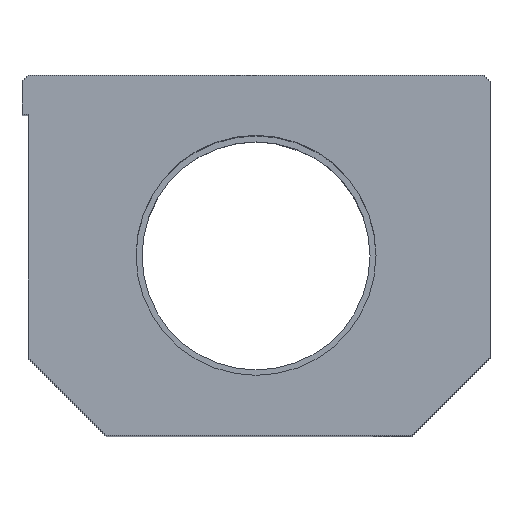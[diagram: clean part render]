
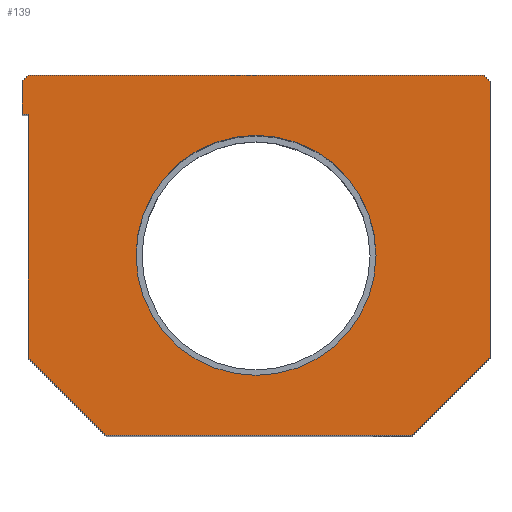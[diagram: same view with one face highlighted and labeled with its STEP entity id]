
A CAD part, top view. The second image highlights one B-rep face of the part: STEP entity #139.
In plain terms, the highlighted planar face has unit normal (0, 0, 1).
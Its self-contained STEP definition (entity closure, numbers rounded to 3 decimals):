
#139 = ADVANCED_FACE( '', ( #302, #303 ), #304, .T. );
#302 = FACE_OUTER_BOUND( '', #467, .T. );
#303 = FACE_BOUND( '', #468, .T. );
#304 = PLANE( '', #469 );
#467 = EDGE_LOOP( '', ( #777, #778, #779, #780, #781, #782, #783, #784, #785, #786 ) );
#468 = EDGE_LOOP( '', ( #787 ) );
#469 = AXIS2_PLACEMENT_3D( '', #788, #789, #790 );
#777 = ORIENTED_EDGE( '', *, *, #879, .T. );
#778 = ORIENTED_EDGE( '', *, *, #913, .T. );
#779 = ORIENTED_EDGE( '', *, *, #954, .T. );
#780 = ORIENTED_EDGE( '', *, *, #955, .T. );
#781 = ORIENTED_EDGE( '', *, *, #949, .T. );
#782 = ORIENTED_EDGE( '', *, *, #891, .T. );
#783 = ORIENTED_EDGE( '', *, *, #839, .T. );
#784 = ORIENTED_EDGE( '', *, *, #899, .T. );
#785 = ORIENTED_EDGE( '', *, *, #904, .T. );
#786 = ORIENTED_EDGE( '', *, *, #923, .T. );
#787 = ORIENTED_EDGE( '', *, *, #935, .T. );
#788 = CARTESIAN_POINT( '', ( 0., 0., 130. ) );
#789 = DIRECTION( '', ( 0., 0., 1. ) );
#790 = DIRECTION( '', ( 1., 0., 0. ) );
#839 = EDGE_CURVE( '', #971, #969, #972, .T. );
#879 = EDGE_CURVE( '', #1039, #1037, #1040, .T. );
#891 = EDGE_CURVE( '', #1058, #971, #1059, .T. );
#899 = EDGE_CURVE( '', #969, #1069, #1071, .T. );
#904 = EDGE_CURVE( '', #1069, #1076, #1078, .T. );
#913 = EDGE_CURVE( '', #1037, #1089, #1091, .T. );
#923 = EDGE_CURVE( '', #1076, #1039, #1105, .T. );
#935 = EDGE_CURVE( '', #1120, #1120, #1121, .T. );
#949 = EDGE_CURVE( '', #1139, #1058, #1140, .T. );
#954 = EDGE_CURVE( '', #1089, #1146, #1147, .T. );
#955 = EDGE_CURVE( '', #1146, #1139, #1148, .T. );
#969 = VERTEX_POINT( '', #1163 );
#971 = VERTEX_POINT( '', #1166 );
#972 = LINE( '', #1167, #1168 );
#1037 = VERTEX_POINT( '', #1248 );
#1039 = VERTEX_POINT( '', #1251 );
#1040 = LINE( '', #1252, #1253 );
#1058 = VERTEX_POINT( '', #1276 );
#1059 = LINE( '', #1277, #1278 );
#1069 = VERTEX_POINT( '', #1290 );
#1071 = LINE( '', #1293, #1294 );
#1076 = VERTEX_POINT( '', #1301 );
#1078 = LINE( '', #1304, #1305 );
#1089 = VERTEX_POINT( '', #1321 );
#1091 = LINE( '', #1324, #1325 );
#1105 = LINE( '', #1340, #1341 );
#1120 = VERTEX_POINT( '', #1359 );
#1121 = CIRCLE( '', #1360, 20. );
#1139 = VERTEX_POINT( '', #1432 );
#1140 = LINE( '', #1433, #1434 );
#1146 = VERTEX_POINT( '', #1441 );
#1147 = LINE( '', #1442, #1443 );
#1148 = LINE( '', #1444, #1445 );
#1163 = CARTESIAN_POINT( '', ( 39., 13., 130. ) );
#1166 = CARTESIAN_POINT( '', ( 26., 0., 130. ) );
#1167 = CARTESIAN_POINT( '', ( 26., 0., 130. ) );
#1168 = VECTOR( '', #1459, 1000. );
#1248 = CARTESIAN_POINT( '', ( -39., 59., 130. ) );
#1251 = CARTESIAN_POINT( '', ( -38., 60., 130. ) );
#1252 = CARTESIAN_POINT( '', ( -38., 60., 130. ) );
#1253 = VECTOR( '', #1515, 1000. );
#1276 = CARTESIAN_POINT( '', ( -25., 0., 130. ) );
#1277 = CARTESIAN_POINT( '', ( -25., 0., 130. ) );
#1278 = VECTOR( '', #1533, 1000. );
#1290 = CARTESIAN_POINT( '', ( 39., 59., 130. ) );
#1293 = CARTESIAN_POINT( '', ( 39., 13., 130. ) );
#1294 = VECTOR( '', #1543, 1000. );
#1301 = CARTESIAN_POINT( '', ( 38., 60., 130. ) );
#1304 = CARTESIAN_POINT( '', ( 39., 59., 130. ) );
#1305 = VECTOR( '', #1547, 1000. );
#1321 = CARTESIAN_POINT( '', ( -39., 53.5, 130. ) );
#1324 = CARTESIAN_POINT( '', ( -39., 59., 130. ) );
#1325 = VECTOR( '', #1554, 1000. );
#1340 = CARTESIAN_POINT( '', ( 38., 60., 130. ) );
#1341 = VECTOR( '', #1571, 1000. );
#1359 = CARTESIAN_POINT( '', ( -20., 30., 130. ) );
#1360 = AXIS2_PLACEMENT_3D( '', #1581, #1582, #1583 );
#1432 = CARTESIAN_POINT( '', ( -38., 13., 130. ) );
#1433 = CARTESIAN_POINT( '', ( -38., 13., 130. ) );
#1434 = VECTOR( '', #1594, 1000. );
#1441 = CARTESIAN_POINT( '', ( -38., 53.5, 130. ) );
#1442 = CARTESIAN_POINT( '', ( -39., 53.5, 130. ) );
#1443 = VECTOR( '', #1599, 1000. );
#1444 = CARTESIAN_POINT( '', ( -38., 53.5, 130. ) );
#1445 = VECTOR( '', #1600, 1000. );
#1459 = DIRECTION( '', ( 0.707, 0.707, 0. ) );
#1515 = DIRECTION( '', ( -0.707, -0.707, 0. ) );
#1533 = DIRECTION( '', ( 1., 0., 0. ) );
#1543 = DIRECTION( '', ( 0., 1., 0. ) );
#1547 = DIRECTION( '', ( -0.707, 0.707, 0. ) );
#1554 = DIRECTION( '', ( 0., -1., 0. ) );
#1571 = DIRECTION( '', ( -1., 0., 0. ) );
#1581 = CARTESIAN_POINT( '', ( 0., 30., 130. ) );
#1582 = DIRECTION( '', ( 0., 0., -1. ) );
#1583 = DIRECTION( '', ( -1., 0., 0. ) );
#1594 = DIRECTION( '', ( 0.707, -0.707, 0. ) );
#1599 = DIRECTION( '', ( 1., 0., 0. ) );
#1600 = DIRECTION( '', ( 0., -1., 0. ) );
